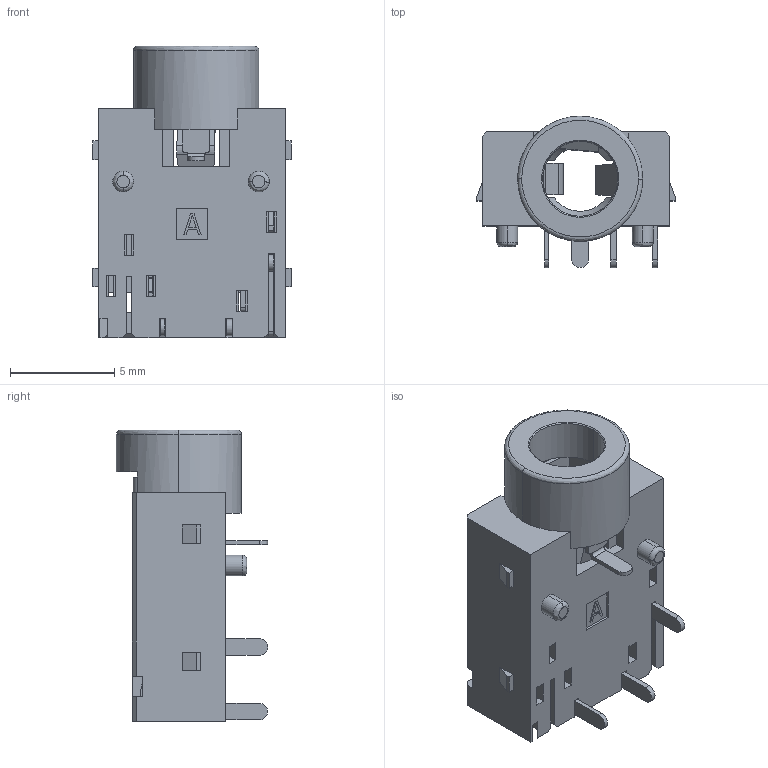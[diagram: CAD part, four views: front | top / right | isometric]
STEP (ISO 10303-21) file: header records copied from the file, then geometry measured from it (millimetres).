
FILE_DESCRIPTION (( 'STEP AP214' ), '1' );
FILE_NAME ('Same_Sky_SJ3-35063B.step', '2024-10-01T21:04:09', ( '' ), ( '' ), 'SwSTEP 2.0', 'SolidWorks 2024', '' );
FILE_SCHEMA (( 'AUTOMOTIVE_DESIGN' ));
Length unit declared in the file: inch
Products named in the file (1): Same_Sky_SJ3-35063B
Bounding box: 9.5 x 7.25 x 14 mm (x, y, z)
Volume: 284.9 mm3; surface area: 1100.4 mm2
Topology: 6 solids, 6 shells, 538 faces, 1514 edges, 981 vertices
Faces by surface type: plane 400, cylinder 116, bspline 12, cone 6, torus 4
Entity records: 17748 total; most frequent: CARTESIAN_POINT 3664, ORIENTED_EDGE 3028, DIRECTION 2779, EDGE_CURVE 1514, VECTOR 1211, LINE 1211, VERTEX_POINT 981, AXIS2_PLACEMENT_3D 784
